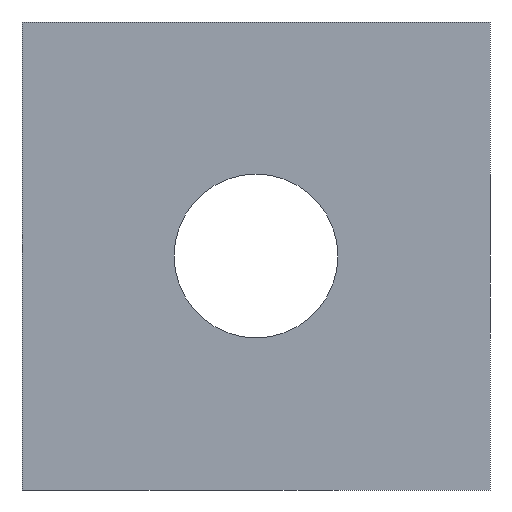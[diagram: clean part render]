
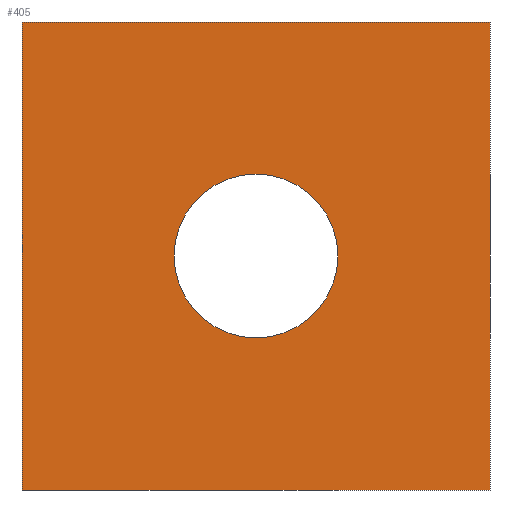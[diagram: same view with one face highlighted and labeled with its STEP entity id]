
A CAD part, left-side view. The second image highlights one B-rep face of the part: STEP entity #405.
In plain terms, the highlighted planar face has unit normal (-1, 0, 0).
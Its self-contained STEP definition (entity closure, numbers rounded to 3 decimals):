
#15=FACE_BOUND('',#73,.T.);
#24=PLANE('',#456);
#54=FACE_OUTER_BOUND('',#72,.T.);
#72=EDGE_LOOP('',(#295,#296,#297,#298));
#73=EDGE_LOOP('',(#299,#300));
#99=LINE('',#683,#120);
#100=LINE('',#685,#121);
#101=LINE('',#687,#122);
#102=LINE('',#688,#123);
#120=VECTOR('',#546,20.);
#121=VECTOR('',#547,20.);
#122=VECTOR('',#548,20.);
#123=VECTOR('',#549,20.);
#137=CIRCLE('',#434,3.5);
#138=CIRCLE('',#435,3.5);
#161=VERTEX_POINT('',#635);
#162=VERTEX_POINT('',#636);
#180=VERTEX_POINT('',#681);
#181=VERTEX_POINT('',#682);
#182=VERTEX_POINT('',#684);
#183=VERTEX_POINT('',#686);
#206=EDGE_CURVE('',#161,#162,#137,.T.);
#207=EDGE_CURVE('',#162,#161,#138,.T.);
#229=EDGE_CURVE('',#180,#181,#99,.T.);
#230=EDGE_CURVE('',#182,#181,#100,.T.);
#231=EDGE_CURVE('',#183,#182,#101,.T.);
#232=EDGE_CURVE('',#183,#180,#102,.T.);
#295=ORIENTED_EDGE('',*,*,#229,.T.);
#296=ORIENTED_EDGE('',*,*,#230,.F.);
#297=ORIENTED_EDGE('',*,*,#231,.F.);
#298=ORIENTED_EDGE('',*,*,#232,.T.);
#299=ORIENTED_EDGE('',*,*,#206,.T.);
#300=ORIENTED_EDGE('',*,*,#207,.T.);
#405=ADVANCED_FACE('',(#54,#15),#24,.F.);
#434=AXIS2_PLACEMENT_3D('',#637,#496,#497);
#435=AXIS2_PLACEMENT_3D('',#638,#498,#499);
#456=AXIS2_PLACEMENT_3D('',#680,#544,#545);
#496=DIRECTION('center_axis',(1.,0.,0.));
#497=DIRECTION('ref_axis',(0.,0.,-1.));
#498=DIRECTION('center_axis',(1.,0.,0.));
#499=DIRECTION('ref_axis',(0.,0.,-1.));
#544=DIRECTION('center_axis',(1.,0.,0.));
#545=DIRECTION('ref_axis',(0.,0.,-1.));
#546=DIRECTION('',(0.,-1.,0.));
#547=DIRECTION('',(0.,0.,-1.));
#548=DIRECTION('',(0.,-1.,0.));
#549=DIRECTION('',(0.,0.,-1.));
#635=CARTESIAN_POINT('',(-10.,0.,-3.5));
#636=CARTESIAN_POINT('',(-10.,0.,3.5));
#637=CARTESIAN_POINT('Origin',(-10.,0.,0.));
#638=CARTESIAN_POINT('Origin',(-10.,0.,0.));
#680=CARTESIAN_POINT('Origin',(-10.,-10.,10.));
#681=CARTESIAN_POINT('',(-10.,10.,-10.));
#682=CARTESIAN_POINT('',(-10.,-10.,-10.));
#683=CARTESIAN_POINT('',(-10.,10.,-10.));
#684=CARTESIAN_POINT('',(-10.,-10.,10.));
#685=CARTESIAN_POINT('',(-10.,-10.,10.));
#686=CARTESIAN_POINT('',(-10.,10.,10.));
#687=CARTESIAN_POINT('',(-10.,10.,10.));
#688=CARTESIAN_POINT('',(-10.,10.,10.));
